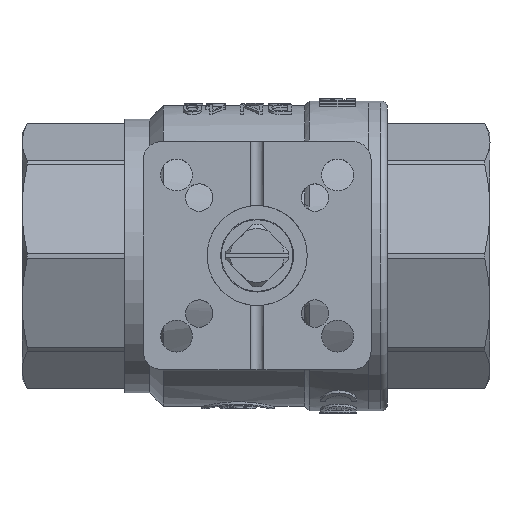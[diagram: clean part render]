
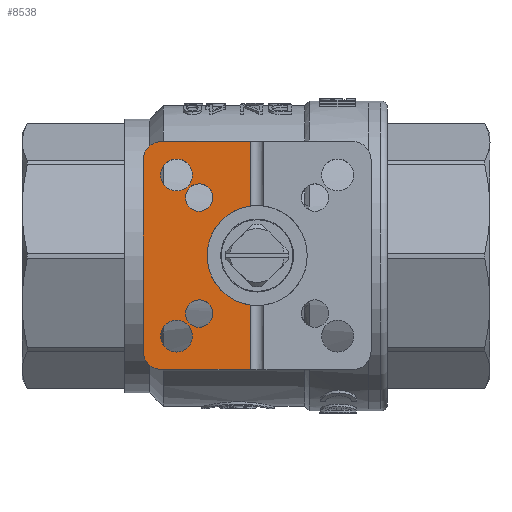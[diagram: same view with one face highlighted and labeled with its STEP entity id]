
A CAD part, top view. The second image highlights one B-rep face of the part: STEP entity #8538.
In plain terms, the highlighted planar face has unit normal (0, 0, 1).
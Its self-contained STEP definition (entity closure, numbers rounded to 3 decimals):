
#208=LINE('',#12035,#536);
#214=LINE('',#12049,#542);
#216=LINE('',#12052,#544);
#473=LINE('',#17475,#801);
#474=LINE('',#17477,#802);
#536=VECTOR('',#9612,1000.);
#542=VECTOR('',#9626,1000.);
#544=VECTOR('',#9630,1000.);
#801=VECTOR('',#10673,1000.);
#802=VECTOR('',#10676,1000.);
#1200=PLANE('',#9176);
#2497=ORIENTED_EDGE('',*,*,#3582,.T.);
#2498=ORIENTED_EDGE('',*,*,#2960,.T.);
#2499=ORIENTED_EDGE('',*,*,#3581,.T.);
#2500=ORIENTED_EDGE('',*,*,#3024,.T.);
#2501=ORIENTED_EDGE('',*,*,#2987,.T.);
#2502=ORIENTED_EDGE('',*,*,#3034,.T.);
#2503=ORIENTED_EDGE('',*,*,#2999,.T.);
#2504=ORIENTED_EDGE('',*,*,#3032,.T.);
#2505=ORIENTED_EDGE('',*,*,#2981,.T.);
#2506=ORIENTED_EDGE('',*,*,#2983,.T.);
#2507=ORIENTED_EDGE('',*,*,#2949,.T.);
#2508=ORIENTED_EDGE('',*,*,#2947,.T.);
#2947=EDGE_CURVE('',#3797,#3797,#4401,.T.);
#2949=EDGE_CURVE('',#3799,#3799,#4403,.T.);
#2960=EDGE_CURVE('',#3807,#3810,#4412,.T.);
#2981=EDGE_CURVE('',#3831,#3831,#4432,.T.);
#2983=EDGE_CURVE('',#3833,#3833,#4434,.T.);
#2987=EDGE_CURVE('',#3837,#3838,#4438,.T.);
#2999=EDGE_CURVE('',#3849,#3850,#4444,.T.);
#3024=EDGE_CURVE('',#3866,#3837,#208,.T.);
#3032=EDGE_CURVE('',#3850,#3869,#214,.T.);
#3034=EDGE_CURVE('',#3838,#3849,#216,.T.);
#3581=EDGE_CURVE('',#3810,#3866,#473,.T.);
#3582=EDGE_CURVE('',#3869,#3807,#474,.T.);
#3797=VERTEX_POINT('',#11265);
#3799=VERTEX_POINT('',#11270);
#3807=VERTEX_POINT('',#11296);
#3810=VERTEX_POINT('',#11307);
#3831=VERTEX_POINT('',#11384);
#3833=VERTEX_POINT('',#11389);
#3837=VERTEX_POINT('',#11399);
#3838=VERTEX_POINT('',#11400);
#3849=VERTEX_POINT('',#11426);
#3850=VERTEX_POINT('',#11427);
#3866=VERTEX_POINT('',#12036);
#3869=VERTEX_POINT('',#12048);
#4401=CIRCLE('',#8698,3.);
#4403=CIRCLE('',#8701,3.);
#4412=CIRCLE('',#8714,11.);
#4432=CIRCLE('',#8750,3.5);
#4434=CIRCLE('',#8753,3.5);
#4438=CIRCLE('',#8759,4.);
#4444=CIRCLE('',#8768,4.);
#5068=EDGE_LOOP('',(#2497,#2498,#2499,#2500,#2501,#2502,#2503,#2504));
#5069=EDGE_LOOP('',(#2505));
#5070=EDGE_LOOP('',(#2506));
#5071=EDGE_LOOP('',(#2507));
#5072=EDGE_LOOP('',(#2508));
#5640=FACE_BOUND('',#5068,.T.);
#5641=FACE_BOUND('',#5069,.T.);
#5642=FACE_BOUND('',#5070,.T.);
#5643=FACE_BOUND('',#5071,.T.);
#5644=FACE_BOUND('',#5072,.T.);
#8538=ADVANCED_FACE('',(#5640,#5641,#5642,#5643,#5644),#1200,.T.);
#8698=AXIS2_PLACEMENT_3D('',#11264,#9446,#9447);
#8701=AXIS2_PLACEMENT_3D('',#11269,#9452,#9453);
#8714=AXIS2_PLACEMENT_3D('',#11308,#9478,#9479);
#8750=AXIS2_PLACEMENT_3D('',#11383,#9550,#9551);
#8753=AXIS2_PLACEMENT_3D('',#11388,#9556,#9557);
#8759=AXIS2_PLACEMENT_3D('',#11398,#9568,#9569);
#8768=AXIS2_PLACEMENT_3D('',#11425,#9592,#9593);
#9176=AXIS2_PLACEMENT_3D('',#17479,#10678,#10679);
#9446=DIRECTION('',(0.,0.,-1.));
#9447=DIRECTION('',(0.,-1.,0.));
#9452=DIRECTION('',(0.,0.,-1.));
#9453=DIRECTION('',(0.,-1.,0.));
#9478=DIRECTION('',(0.,0.,-1.));
#9479=DIRECTION('',(1.,0.,0.));
#9550=DIRECTION('',(0.,0.,-1.));
#9551=DIRECTION('',(0.,-1.,0.));
#9556=DIRECTION('',(0.,0.,-1.));
#9557=DIRECTION('',(0.,-1.,0.));
#9568=DIRECTION('',(0.,0.,1.));
#9569=DIRECTION('',(1.,0.,0.));
#9592=DIRECTION('',(0.,0.,1.));
#9593=DIRECTION('',(1.,0.,0.));
#9612=DIRECTION('',(-1.,0.,0.));
#9626=DIRECTION('',(1.,0.,0.));
#9630=DIRECTION('',(0.,-1.,0.));
#10673=DIRECTION('',(0.,1.,0.));
#10676=DIRECTION('',(0.,1.,0.));
#10678=DIRECTION('',(0.,0.,1.));
#10679=DIRECTION('',(1.,0.,0.));
#11264=CARTESIAN_POINT('',(-12.728,12.728,57.7));
#11265=CARTESIAN_POINT('',(-12.728,9.728,57.7));
#11269=CARTESIAN_POINT('',(-12.728,-12.728,57.7));
#11270=CARTESIAN_POINT('',(-12.728,-15.728,57.7));
#11296=CARTESIAN_POINT('',(-1.5,-10.897,57.7));
#11307=CARTESIAN_POINT('',(-1.5,10.897,57.7));
#11308=CARTESIAN_POINT('',(0.,0.,57.7));
#11383=CARTESIAN_POINT('',(-17.678,17.678,57.7));
#11384=CARTESIAN_POINT('',(-17.678,14.178,57.7));
#11388=CARTESIAN_POINT('',(-17.678,-17.678,57.7));
#11389=CARTESIAN_POINT('',(-17.678,-21.178,57.7));
#11398=CARTESIAN_POINT('',(-21.,21.,57.7));
#11399=CARTESIAN_POINT('',(-21.,25.,57.7));
#11400=CARTESIAN_POINT('',(-25.,21.,57.7));
#11425=CARTESIAN_POINT('',(-21.,-21.,57.7));
#11426=CARTESIAN_POINT('',(-25.,-21.,57.7));
#11427=CARTESIAN_POINT('',(-21.,-25.,57.7));
#12035=CARTESIAN_POINT('',(25.,25.,57.7));
#12036=CARTESIAN_POINT('',(-1.5,25.,57.7));
#12048=CARTESIAN_POINT('',(-1.5,-25.,57.7));
#12049=CARTESIAN_POINT('',(-25.,-25.,57.7));
#12052=CARTESIAN_POINT('',(-25.,25.,57.7));
#17475=CARTESIAN_POINT('',(-1.5,-34.925,57.7));
#17477=CARTESIAN_POINT('',(-1.5,-34.925,57.7));
#17479=CARTESIAN_POINT('',(-25.,-25.,57.7));
